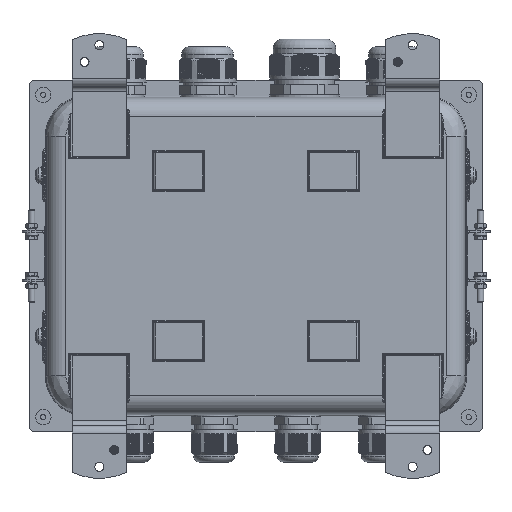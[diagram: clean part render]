
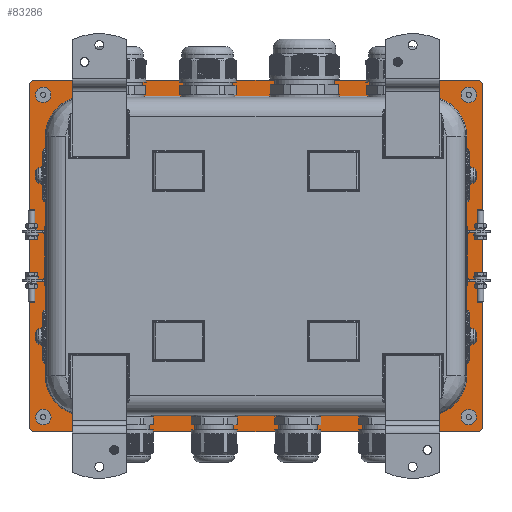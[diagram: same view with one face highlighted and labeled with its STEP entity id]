
A CAD part, front view. The second image highlights one B-rep face of the part: STEP entity #83286.
In plain terms, the highlighted planar face has unit normal (0, -1, 0).
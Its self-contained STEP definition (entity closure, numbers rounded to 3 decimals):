
#3411=CIRCLE('',#87506,5.);
#3412=CIRCLE('',#87507,5.);
#3413=CIRCLE('',#87508,5.);
#3414=CIRCLE('',#87509,5.);
#3415=CIRCLE('',#87510,6.);
#3416=CIRCLE('',#87511,6.);
#3417=CIRCLE('',#87512,6.);
#3418=CIRCLE('',#87513,6.);
#3419=CIRCLE('',#87514,30.938);
#3420=CIRCLE('',#87515,30.938);
#3421=CIRCLE('',#87516,30.938);
#3422=CIRCLE('',#87517,30.938);
#5500=FACE_BOUND('',#13161,.T.);
#5501=FACE_BOUND('',#13162,.T.);
#5502=FACE_BOUND('',#13163,.T.);
#5503=FACE_BOUND('',#13164,.T.);
#5504=FACE_BOUND('',#13165,.T.);
#8705=FACE_OUTER_BOUND('',#13160,.T.);
#13160=EDGE_LOOP('',(#54813,#54814,#54815,#54816,#54817,#54818,#54819,#54820));
#13161=EDGE_LOOP('',(#54821));
#13162=EDGE_LOOP('',(#54822));
#13163=EDGE_LOOP('',(#54823));
#13164=EDGE_LOOP('',(#54824));
#13165=EDGE_LOOP('',(#54825,#54826,#54827,#54828,#54829,#54830,#54831,#54832));
#18325=LINE('',#120682,#24983);
#18326=LINE('',#120686,#24984);
#18327=LINE('',#120690,#24985);
#18328=LINE('',#120694,#24986);
#18329=LINE('',#120706,#24987);
#18330=LINE('',#120710,#24988);
#18331=LINE('',#120714,#24989);
#18332=LINE('',#120718,#24990);
#24983=VECTOR('',#95625,10.);
#24984=VECTOR('',#95628,10.);
#24985=VECTOR('',#95631,10.);
#24986=VECTOR('',#95634,10.);
#24987=VECTOR('',#95645,10.);
#24988=VECTOR('',#95648,10.);
#24989=VECTOR('',#95651,10.);
#24990=VECTOR('',#95654,10.);
#31626=VERTEX_POINT('',#120680);
#31627=VERTEX_POINT('',#120681);
#31628=VERTEX_POINT('',#120683);
#31629=VERTEX_POINT('',#120685);
#31630=VERTEX_POINT('',#120687);
#31631=VERTEX_POINT('',#120689);
#31632=VERTEX_POINT('',#120691);
#31633=VERTEX_POINT('',#120693);
#31634=VERTEX_POINT('',#120696);
#31635=VERTEX_POINT('',#120698);
#31636=VERTEX_POINT('',#120700);
#31637=VERTEX_POINT('',#120702);
#31638=VERTEX_POINT('',#120704);
#31639=VERTEX_POINT('',#120705);
#31640=VERTEX_POINT('',#120707);
#31641=VERTEX_POINT('',#120709);
#31642=VERTEX_POINT('',#120711);
#31643=VERTEX_POINT('',#120713);
#31644=VERTEX_POINT('',#120715);
#31645=VERTEX_POINT('',#120717);
#40451=EDGE_CURVE('',#31626,#31627,#18325,.T.);
#40452=EDGE_CURVE('',#31627,#31628,#3411,.T.);
#40453=EDGE_CURVE('',#31628,#31629,#18326,.T.);
#40454=EDGE_CURVE('',#31629,#31630,#3412,.T.);
#40455=EDGE_CURVE('',#31630,#31631,#18327,.T.);
#40456=EDGE_CURVE('',#31631,#31632,#3413,.T.);
#40457=EDGE_CURVE('',#31632,#31633,#18328,.T.);
#40458=EDGE_CURVE('',#31633,#31626,#3414,.T.);
#40459=EDGE_CURVE('',#31634,#31634,#3415,.T.);
#40460=EDGE_CURVE('',#31635,#31635,#3416,.T.);
#40461=EDGE_CURVE('',#31636,#31636,#3417,.T.);
#40462=EDGE_CURVE('',#31637,#31637,#3418,.T.);
#40463=EDGE_CURVE('',#31638,#31639,#18329,.T.);
#40464=EDGE_CURVE('',#31639,#31640,#3419,.T.);
#40465=EDGE_CURVE('',#31640,#31641,#18330,.T.);
#40466=EDGE_CURVE('',#31641,#31642,#3420,.T.);
#40467=EDGE_CURVE('',#31642,#31643,#18331,.T.);
#40468=EDGE_CURVE('',#31643,#31644,#3421,.T.);
#40469=EDGE_CURVE('',#31644,#31645,#18332,.T.);
#40470=EDGE_CURVE('',#31645,#31638,#3422,.T.);
#54813=ORIENTED_EDGE('',*,*,#40451,.T.);
#54814=ORIENTED_EDGE('',*,*,#40452,.T.);
#54815=ORIENTED_EDGE('',*,*,#40453,.T.);
#54816=ORIENTED_EDGE('',*,*,#40454,.T.);
#54817=ORIENTED_EDGE('',*,*,#40455,.T.);
#54818=ORIENTED_EDGE('',*,*,#40456,.T.);
#54819=ORIENTED_EDGE('',*,*,#40457,.T.);
#54820=ORIENTED_EDGE('',*,*,#40458,.T.);
#54821=ORIENTED_EDGE('',*,*,#40459,.T.);
#54822=ORIENTED_EDGE('',*,*,#40460,.T.);
#54823=ORIENTED_EDGE('',*,*,#40461,.T.);
#54824=ORIENTED_EDGE('',*,*,#40462,.T.);
#54825=ORIENTED_EDGE('',*,*,#40463,.T.);
#54826=ORIENTED_EDGE('',*,*,#40464,.T.);
#54827=ORIENTED_EDGE('',*,*,#40465,.T.);
#54828=ORIENTED_EDGE('',*,*,#40466,.T.);
#54829=ORIENTED_EDGE('',*,*,#40467,.T.);
#54830=ORIENTED_EDGE('',*,*,#40468,.T.);
#54831=ORIENTED_EDGE('',*,*,#40469,.T.);
#54832=ORIENTED_EDGE('',*,*,#40470,.T.);
#76058=PLANE('',#87505);
#83286=ADVANCED_FACE('',(#8705,#5500,#5501,#5502,#5503,#5504),#76058,.F.);
#87505=AXIS2_PLACEMENT_3D('',#120679,#95623,#95624);
#87506=AXIS2_PLACEMENT_3D('',#120684,#95626,#95627);
#87507=AXIS2_PLACEMENT_3D('',#120688,#95629,#95630);
#87508=AXIS2_PLACEMENT_3D('',#120692,#95632,#95633);
#87509=AXIS2_PLACEMENT_3D('',#120695,#95635,#95636);
#87510=AXIS2_PLACEMENT_3D('',#120697,#95637,#95638);
#87511=AXIS2_PLACEMENT_3D('',#120699,#95639,#95640);
#87512=AXIS2_PLACEMENT_3D('',#120701,#95641,#95642);
#87513=AXIS2_PLACEMENT_3D('',#120703,#95643,#95644);
#87514=AXIS2_PLACEMENT_3D('',#120708,#95646,#95647);
#87515=AXIS2_PLACEMENT_3D('',#120712,#95649,#95650);
#87516=AXIS2_PLACEMENT_3D('',#120716,#95652,#95653);
#87517=AXIS2_PLACEMENT_3D('',#120719,#95655,#95656);
#95623=DIRECTION('center_axis',(0.,1.,0.));
#95624=DIRECTION('ref_axis',(0.,0.,1.));
#95625=DIRECTION('',(-1.,0.,0.));
#95626=DIRECTION('center_axis',(0.,-1.,0.));
#95627=DIRECTION('ref_axis',(1.,0.,0.));
#95628=DIRECTION('',(0.,0.,-1.));
#95629=DIRECTION('center_axis',(0.,-1.,0.));
#95630=DIRECTION('ref_axis',(0.,0.,
1.));
#95631=DIRECTION('',(1.,0.,0.));
#95632=DIRECTION('center_axis',(0.,-1.,0.));
#95633=DIRECTION('ref_axis',(-1.,0.,0.));
#95634=DIRECTION('',(0.,0.,1.));
#95635=DIRECTION('center_axis',(0.,-1.,0.));
#95636=DIRECTION('ref_axis',(0.,0.,
-1.));
#95637=DIRECTION('center_axis',(0.,1.,0.));
#95638=DIRECTION('ref_axis',(0.839,0.,0.544));
#95639=DIRECTION('center_axis',(0.,1.,0.));
#95640=DIRECTION('ref_axis',(0.865,0.,0.501));
#95641=DIRECTION('center_axis',(0.,1.,0.));
#95642=DIRECTION('ref_axis',(0.997,0.,0.08));
#95643=DIRECTION('center_axis',(0.,1.,0.));
#95644=DIRECTION('ref_axis',(0.549,0.,-0.836));
#95645=DIRECTION('',(0.,0.,1.));
#95646=DIRECTION('center_axis',(0.,1.,0.));
#95647=DIRECTION('ref_axis',(0.,0.,1.));
#95648=DIRECTION('',(1.,0.,0.));
#95649=DIRECTION('center_axis',(0.,1.,0.));
#95650=DIRECTION('ref_axis',(0.,0.,1.));
#95651=DIRECTION('',(0.,0.,-1.));
#95652=DIRECTION('center_axis',(0.,1.,0.));
#95653=DIRECTION('ref_axis',(0.,0.,1.));
#95654=DIRECTION('',(-1.,0.,0.));
#95655=DIRECTION('center_axis',(0.,1.,0.));
#95656=DIRECTION('ref_axis',(0.,0.,1.));
#120679=CARTESIAN_POINT('Origin',(0.,87.5,
0.));
#120680=CARTESIAN_POINT('',(171.,87.5,136.5));
#120681=CARTESIAN_POINT('',(-171.,87.5,136.5));
#120682=CARTESIAN_POINT('',(171.,87.5,136.5));
#120683=CARTESIAN_POINT('',(-176.,87.5,131.5));
#120684=CARTESIAN_POINT('Origin',(-171.,87.5,131.5));
#120685=CARTESIAN_POINT('',(-176.,87.5,-131.5));
#120686=CARTESIAN_POINT('',(-176.,87.5,131.5));
#120687=CARTESIAN_POINT('',(-171.,87.5,-136.5));
#120688=CARTESIAN_POINT('Origin',(-171.,87.5,-131.5));
#120689=CARTESIAN_POINT('',(171.,87.5,-136.5));
#120690=CARTESIAN_POINT('',(-171.,87.5,-136.5));
#120691=CARTESIAN_POINT('',(176.,87.5,-131.5));
#120692=CARTESIAN_POINT('Origin',(171.,87.5,-131.5));
#120693=CARTESIAN_POINT('',(176.,87.5,131.5));
#120694=CARTESIAN_POINT('',(176.,87.5,-131.5));
#120695=CARTESIAN_POINT('Origin',(171.,87.5,131.5));
#120696=CARTESIAN_POINT('',(159.966,87.5,-128.265));
#120697=CARTESIAN_POINT('Origin',(165.,87.5,-125.));
#120698=CARTESIAN_POINT('',(-170.192,87.5,-128.007));
#120699=CARTESIAN_POINT('Origin',(-165.,87.5,-125.));
#120700=CARTESIAN_POINT('',(159.019,87.5,124.522));
#120701=CARTESIAN_POINT('Origin',(165.,87.5,125.));
#120702=CARTESIAN_POINT('',(-168.294,87.5,130.015));
#120703=CARTESIAN_POINT('Origin',(-165.,87.5,125.));
#120704=CARTESIAN_POINT('',(-163.438,87.5,-93.));
#120705=CARTESIAN_POINT('',(-163.438,87.5,93.));
#120706=CARTESIAN_POINT('',(-163.438,87.5,-46.5));
#120707=CARTESIAN_POINT('',(-132.5,87.5,123.938));
#120708=CARTESIAN_POINT('Origin',(-132.5,87.5,93.));
#120709=CARTESIAN_POINT('',(132.5,87.5,123.938));
#120710=CARTESIAN_POINT('',(-66.25,87.5,123.938));
#120711=CARTESIAN_POINT('',(163.438,87.5,93.));
#120712=CARTESIAN_POINT('Origin',(132.5,87.5,93.));
#120713=CARTESIAN_POINT('',(163.438,87.5,-93.));
#120714=CARTESIAN_POINT('',(163.438,87.5,46.5));
#120715=CARTESIAN_POINT('',(132.5,87.5,-123.938));
#120716=CARTESIAN_POINT('Origin',(132.5,87.5,-93.));
#120717=CARTESIAN_POINT('',(-132.5,87.5,-123.938));
#120718=CARTESIAN_POINT('',(66.25,87.5,-123.938));
#120719=CARTESIAN_POINT('Origin',(-132.5,87.5,-93.));
